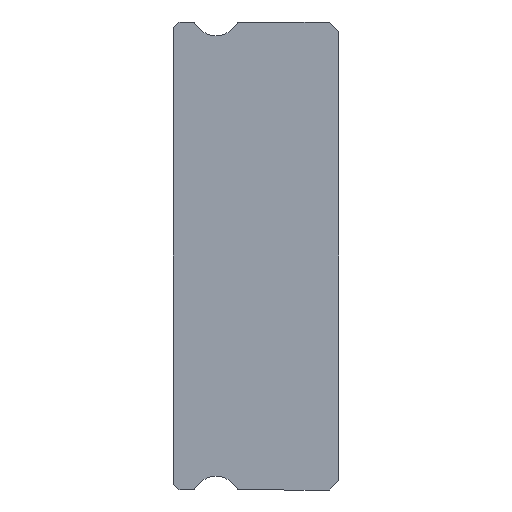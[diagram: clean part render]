
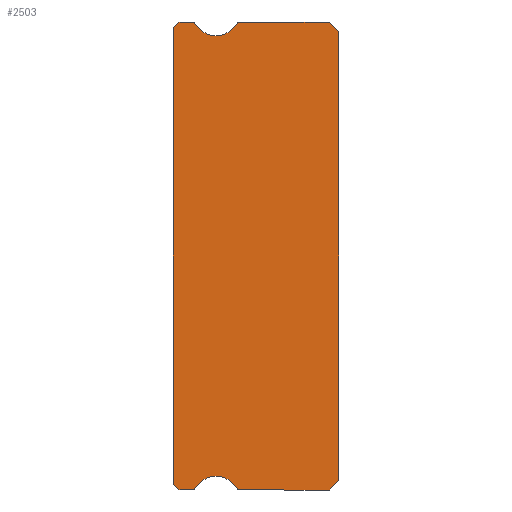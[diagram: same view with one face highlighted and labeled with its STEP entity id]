
A CAD part, left-side view. The second image highlights one B-rep face of the part: STEP entity #2503.
In plain terms, the highlighted planar face has unit normal (-1, 0, 0).
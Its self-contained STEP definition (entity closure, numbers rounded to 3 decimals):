
#3 = DIRECTION ( 'NONE',  ( 0., 0., -1. ) ) ;
#6 = DIRECTION ( 'NONE',  ( 0., -1., 0. ) ) ;
#32 = DIRECTION ( 'NONE',  ( -1., 0., 0. ) ) ;
#44 = CARTESIAN_POINT ( 'NONE',  ( -15., 8.5, 11.7 ) ) ;
#97 = LINE ( 'NONE', #2395, #2270 ) ;
#147 = DIRECTION ( 'NONE',  ( 0., 0., -1. ) ) ;
#170 = AXIS2_PLACEMENT_3D ( 'NONE', #1936, #2323, #1921 ) ;
#218 = EDGE_CURVE ( 'NONE', #2249, #292, #1798, .T. ) ;
#220 = VERTEX_POINT ( 'NONE', #397 ) ;
#250 = DIRECTION ( 'NONE',  ( 0., -0.707, -0.707 ) ) ;
#265 = CARTESIAN_POINT ( 'NONE',  ( -15., 0., -11.5 ) ) ;
#274 = ORIENTED_EDGE ( 'NONE', *, *, #1633, .F. ) ;
#277 = LINE ( 'NONE', #849, #837 ) ;
#292 = VERTEX_POINT ( 'NONE', #2144 ) ;
#294 = AXIS2_PLACEMENT_3D ( 'NONE', #2304, #1691, #659 ) ;
#313 = CARTESIAN_POINT ( 'NONE',  ( -15., 5.217, -11.925 ) ) ;
#340 = LINE ( 'NONE', #1172, #2187 ) ;
#369 = CIRCLE ( 'NONE', #1881, 0.15 ) ;
#390 = CARTESIAN_POINT ( 'NONE',  ( -15., 5.217, 11.925 ) ) ;
#397 = CARTESIAN_POINT ( 'NONE',  ( -15., 5.088, 12. ) ) ;
#407 = LINE ( 'NONE', #607, #2405 ) ;
#425 = DIRECTION ( 'NONE',  ( 0., 1., 0. ) ) ;
#431 = VERTEX_POINT ( 'NONE', #777 ) ;
#441 = EDGE_CURVE ( 'NONE', #2249, #1327, #97, .T. ) ;
#464 = DIRECTION ( 'NONE',  ( 0., 0., -1. ) ) ;
#521 = DIRECTION ( 'NONE',  ( -1., 0., 0. ) ) ;
#538 = CIRCLE ( 'NONE', #1224, 1.25 ) ;
#540 = EDGE_CURVE ( 'NONE', #1508, #2359, #407, .T. ) ;
#607 = CARTESIAN_POINT ( 'NONE',  ( -15., 7.512, -12. ) ) ;
#614 = EDGE_CURVE ( 'NONE', #2486, #1464, #1869, .T. ) ;
#624 = LINE ( 'NONE', #2470, #2051 ) ;
#641 = CARTESIAN_POINT ( 'NONE',  ( -15., 7.512, 11.85 ) ) ;
#659 = DIRECTION ( 'NONE',  ( 0., 0., -1. ) ) ;
#662 = ORIENTED_EDGE ( 'NONE', *, *, #1308, .T. ) ;
#663 = CARTESIAN_POINT ( 'NONE',  ( -15., 7.383, -11.925 ) ) ;
#677 = LINE ( 'NONE', #2520, #1121 ) ;
#687 = VECTOR ( 'NONE', #1479, 1000. ) ;
#690 = CARTESIAN_POINT ( 'NONE',  ( -15., 6.3, -12.55 ) ) ;
#703 = ORIENTED_EDGE ( 'NONE', *, *, #2276, .F. ) ;
#711 = VERTEX_POINT ( 'NONE', #663 ) ;
#769 = VERTEX_POINT ( 'NONE', #1286 ) ;
#777 = CARTESIAN_POINT ( 'NONE',  ( -15., 8.5, -11.7 ) ) ;
#779 = AXIS2_PLACEMENT_3D ( 'NONE', #1452, #1254, #3 ) ;
#829 = DIRECTION ( 'NONE',  ( 0., -0.707, -0.707 ) ) ;
#837 = VECTOR ( 'NONE', #250, 1000. ) ;
#845 = AXIS2_PLACEMENT_3D ( 'NONE', #641, #1214, #1671 ) ;
#849 = CARTESIAN_POINT ( 'NONE',  ( -15., 0.5, 12. ) ) ;
#853 = ORIENTED_EDGE ( 'NONE', *, *, #1941, .T. ) ;
#862 = ORIENTED_EDGE ( 'NONE', *, *, #1265, .F. ) ;
#875 = PLANE ( 'NONE',  #170 ) ;
#921 = ORIENTED_EDGE ( 'NONE', *, *, #614, .F. ) ;
#924 = DIRECTION ( 'NONE',  ( 1., 0., 0. ) ) ;
#940 = CARTESIAN_POINT ( 'NONE',  ( -15., 0., 11.5 ) ) ;
#983 = DIRECTION ( 'NONE',  ( 0., 1., 0. ) ) ;
#991 = ORIENTED_EDGE ( 'NONE', *, *, #2595, .F. ) ;
#1057 = VECTOR ( 'NONE', #425, 1000. ) ;
#1069 = ORIENTED_EDGE ( 'NONE', *, *, #1872, .F. ) ;
#1096 = FACE_OUTER_BOUND ( 'NONE', #1352, .T. ) ;
#1103 = VECTOR ( 'NONE', #2357, 1000. ) ;
#1121 = VECTOR ( 'NONE', #1125, 1000. ) ;
#1125 = DIRECTION ( 'NONE',  ( 0., 0., 1. ) ) ;
#1163 = VERTEX_POINT ( 'NONE', #313 ) ;
#1172 = CARTESIAN_POINT ( 'NONE',  ( -15., 0., 11.5 ) ) ;
#1177 = ORIENTED_EDGE ( 'NONE', *, *, #1782, .T. ) ;
#1214 = DIRECTION ( 'NONE',  ( 1., 0., 0. ) ) ;
#1217 = CARTESIAN_POINT ( 'NONE',  ( -15., 8.2, -12. ) ) ;
#1224 = AXIS2_PLACEMENT_3D ( 'NONE', #690, #32, #464 ) ;
#1254 = DIRECTION ( 'NONE',  ( 1., 0., 0. ) ) ;
#1262 = EDGE_CURVE ( 'NONE', #769, #1163, #369, .T. ) ;
#1265 = EDGE_CURVE ( 'NONE', #711, #2359, #2232, .T. ) ;
#1275 = AXIS2_PLACEMENT_3D ( 'NONE', #1790, #924, #1753 ) ;
#1286 = CARTESIAN_POINT ( 'NONE',  ( -15., 5.088, -12. ) ) ;
#1308 = EDGE_CURVE ( 'NONE', #2486, #2196, #340, .T. ) ;
#1327 = VERTEX_POINT ( 'NONE', #1604 ) ;
#1331 = DIRECTION ( 'NONE',  ( 1., 0., 0. ) ) ;
#1352 = EDGE_LOOP ( 'NONE', ( #2208, #853, #2209, #862, #1607, #1868, #1069, #921, #662, #274, #2403, #1874, #703, #991, #1634, #2661, #1177 ) ) ;
#1385 = CIRCLE ( 'NONE', #1817, 1.25 ) ;
#1426 = VERTEX_POINT ( 'NONE', #44 ) ;
#1430 = EDGE_CURVE ( 'NONE', #1163, #711, #538, .T. ) ;
#1452 = CARTESIAN_POINT ( 'NONE',  ( -15., 5.088, 11.85 ) ) ;
#1464 = VERTEX_POINT ( 'NONE', #2495 ) ;
#1479 = DIRECTION ( 'NONE',  ( 0., -1., 0. ) ) ;
#1490 = VERTEX_POINT ( 'NONE', #2248 ) ;
#1505 = VERTEX_POINT ( 'NONE', #390 ) ;
#1508 = VERTEX_POINT ( 'NONE', #1217 ) ;
#1603 = CIRCLE ( 'NONE', #779, 0.15 ) ;
#1604 = CARTESIAN_POINT ( 'NONE',  ( -15., 8.2, 12. ) ) ;
#1607 = ORIENTED_EDGE ( 'NONE', *, *, #1430, .F. ) ;
#1633 = EDGE_CURVE ( 'NONE', #2629, #2196, #277, .T. ) ;
#1634 = ORIENTED_EDGE ( 'NONE', *, *, #218, .F. ) ;
#1640 = CARTESIAN_POINT ( 'NONE',  ( -15., 0., -11.5 ) ) ;
#1671 = DIRECTION ( 'NONE',  ( 0., 0., -1. ) ) ;
#1677 = CARTESIAN_POINT ( 'NONE',  ( -15., 7.512, 12. ) ) ;
#1691 = DIRECTION ( 'NONE',  ( -1., 0., 0. ) ) ;
#1733 = LINE ( 'NONE', #1677, #687 ) ;
#1753 = DIRECTION ( 'NONE',  ( 0., 0., -1. ) ) ;
#1760 = CARTESIAN_POINT ( 'NONE',  ( -15., 8.5, 11.7 ) ) ;
#1763 = CARTESIAN_POINT ( 'NONE',  ( -15., 0.5, 12. ) ) ;
#1782 = EDGE_CURVE ( 'NONE', #1327, #1426, #2415, .T. ) ;
#1789 = CARTESIAN_POINT ( 'NONE',  ( -15., 6.3, 12.55 ) ) ;
#1790 = CARTESIAN_POINT ( 'NONE',  ( -15., 7.512, -11.85 ) ) ;
#1798 = CIRCLE ( 'NONE', #845, 0.15 ) ;
#1817 = AXIS2_PLACEMENT_3D ( 'NONE', #1789, #521, #147 ) ;
#1857 = DIRECTION ( 'NONE',  ( 0., 0.707, -0.707 ) ) ;
#1858 = CARTESIAN_POINT ( 'NONE',  ( -15., 7.512, -12. ) ) ;
#1868 = ORIENTED_EDGE ( 'NONE', *, *, #1262, .F. ) ;
#1869 = LINE ( 'NONE', #1640, #2319 ) ;
#1872 = EDGE_CURVE ( 'NONE', #1464, #769, #2480, .T. ) ;
#1874 = ORIENTED_EDGE ( 'NONE', *, *, #2426, .F. ) ;
#1881 = AXIS2_PLACEMENT_3D ( 'NONE', #2371, #1331, #1969 ) ;
#1883 = CARTESIAN_POINT ( 'NONE',  ( -15., 7.512, -12. ) ) ;
#1921 = DIRECTION ( 'NONE',  ( 0., 0., -1. ) ) ;
#1936 = CARTESIAN_POINT ( 'NONE',  ( -15., 7.512, 11.85 ) ) ;
#1941 = EDGE_CURVE ( 'NONE', #431, #1508, #624, .T. ) ;
#1969 = DIRECTION ( 'NONE',  ( 0., 0., -1. ) ) ;
#2051 = VECTOR ( 'NONE', #829, 1000. ) ;
#2144 = CARTESIAN_POINT ( 'NONE',  ( -15., 7.383, 11.925 ) ) ;
#2187 = VECTOR ( 'NONE', #2621, 1000. ) ;
#2196 = VERTEX_POINT ( 'NONE', #940 ) ;
#2208 = ORIENTED_EDGE ( 'NONE', *, *, #2570, .F. ) ;
#2209 = ORIENTED_EDGE ( 'NONE', *, *, #540, .T. ) ;
#2232 = CIRCLE ( 'NONE', #1275, 0.15 ) ;
#2248 = CARTESIAN_POINT ( 'NONE',  ( -15., 6.3, 11.3 ) ) ;
#2249 = VERTEX_POINT ( 'NONE', #2607 ) ;
#2270 = VECTOR ( 'NONE', #983, 1000. ) ;
#2276 = EDGE_CURVE ( 'NONE', #1490, #1505, #1385, .T. ) ;
#2304 = CARTESIAN_POINT ( 'NONE',  ( -15., 6.3, 12.55 ) ) ;
#2319 = VECTOR ( 'NONE', #1857, 1000. ) ;
#2323 = DIRECTION ( 'NONE',  ( 1., 0., 0. ) ) ;
#2357 = DIRECTION ( 'NONE',  ( 0., 0.707, -0.707 ) ) ;
#2359 = VERTEX_POINT ( 'NONE', #1883 ) ;
#2371 = CARTESIAN_POINT ( 'NONE',  ( -15., 5.088, -11.85 ) ) ;
#2395 = CARTESIAN_POINT ( 'NONE',  ( -15., 8.2, 12. ) ) ;
#2403 = ORIENTED_EDGE ( 'NONE', *, *, #2593, .F. ) ;
#2405 = VECTOR ( 'NONE', #6, 1000. ) ;
#2415 = LINE ( 'NONE', #1760, #1103 ) ;
#2426 = EDGE_CURVE ( 'NONE', #1505, #220, #1603, .T. ) ;
#2470 = CARTESIAN_POINT ( 'NONE',  ( -15., 8.2, -12. ) ) ;
#2480 = LINE ( 'NONE', #1858, #1057 ) ;
#2486 = VERTEX_POINT ( 'NONE', #265 ) ;
#2495 = CARTESIAN_POINT ( 'NONE',  ( -15., 0.5, -12. ) ) ;
#2503 = ADVANCED_FACE ( 'NONE', ( #1096 ), #875, .F. ) ;
#2520 = CARTESIAN_POINT ( 'NONE',  ( -15., 8.5, 11.85 ) ) ;
#2570 = EDGE_CURVE ( 'NONE', #431, #1426, #677, .T. ) ;
#2593 = EDGE_CURVE ( 'NONE', #220, #2629, #1733, .T. ) ;
#2595 = EDGE_CURVE ( 'NONE', #292, #1490, #2639, .T. ) ;
#2607 = CARTESIAN_POINT ( 'NONE',  ( -15., 7.512, 12. ) ) ;
#2621 = DIRECTION ( 'NONE',  ( 0., 0., 1. ) ) ;
#2629 = VERTEX_POINT ( 'NONE', #1763 ) ;
#2639 = CIRCLE ( 'NONE', #294, 1.25 ) ;
#2661 = ORIENTED_EDGE ( 'NONE', *, *, #441, .T. ) ;
